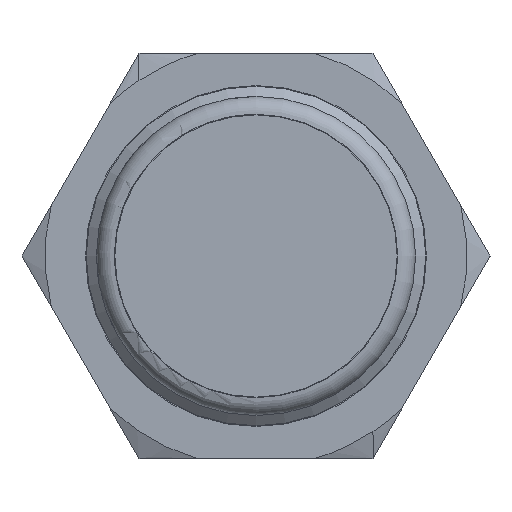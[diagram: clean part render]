
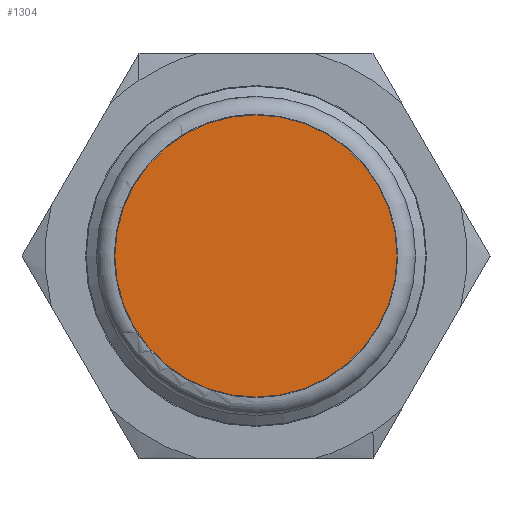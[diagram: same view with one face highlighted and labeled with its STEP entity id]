
A CAD part, left-side view. The second image highlights one B-rep face of the part: STEP entity #1304.
In plain terms, the highlighted face is planar.
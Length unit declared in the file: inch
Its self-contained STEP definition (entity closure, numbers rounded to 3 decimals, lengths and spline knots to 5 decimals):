
#841 = FACE_OUTER_BOUND ( 'NONE', #1861, .T. ) ;
#898 = PLANE ( 'NONE',  #5827 ) ;
#1304 = ADVANCED_FACE ( 'NONE', ( #841 ), #898, .T. ) ;
#1363 = EDGE_CURVE ( 'NONE', #5173, #5173, #4351, .T. ) ;
#1628 = AXIS2_PLACEMENT_3D ( 'NONE', #1780, #3651, #5043 ) ;
#1780 = CARTESIAN_POINT ( 'NONE',  ( 0., 0., 7.15192 ) ) ;
#1810 = CARTESIAN_POINT ( 'NONE',  ( 0., 0., 7.15192 ) ) ;
#1841 = DIRECTION ( 'NONE',  ( 0., 0., 1. ) ) ;
#1861 = EDGE_LOOP ( 'NONE', ( #5022 ) ) ;
#2858 = CARTESIAN_POINT ( 'NONE',  ( -0.4885, 0., 7.15192 ) ) ;
#3253 = DIRECTION ( 'NONE',  ( 1., 0., 0. ) ) ;
#3651 = DIRECTION ( 'NONE',  ( 0., 0., -1. ) ) ;
#4351 = CIRCLE ( 'NONE', #1628, 0.4885 ) ;
#5022 = ORIENTED_EDGE ( 'NONE', *, *, #1363, .F. ) ;
#5043 = DIRECTION ( 'NONE',  ( -1., 0., 0. ) ) ;
#5173 = VERTEX_POINT ( 'NONE', #2858 ) ;
#5827 = AXIS2_PLACEMENT_3D ( 'NONE', #1810, #1841, #3253 ) ;
